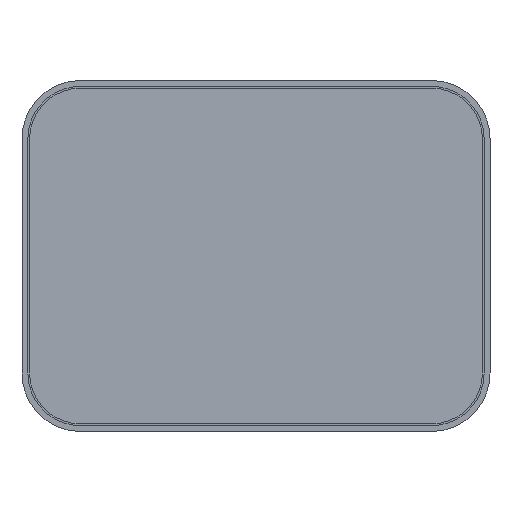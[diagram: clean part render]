
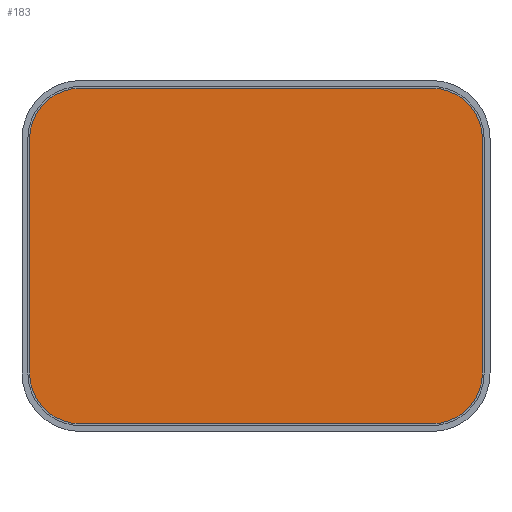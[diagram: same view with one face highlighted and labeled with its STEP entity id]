
A CAD part, front view. The second image highlights one B-rep face of the part: STEP entity #183.
In plain terms, the highlighted planar face has unit normal (0, -1, 0).
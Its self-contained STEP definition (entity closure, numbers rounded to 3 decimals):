
#183 = ADVANCED_FACE( '', ( #345 ), #346, .F. );
#345 = FACE_OUTER_BOUND( '', #501, .T. );
#346 = PLANE( '', #502 );
#501 = EDGE_LOOP( '', ( #812, #813, #814, #815, #816, #817, #818, #819 ) );
#502 = AXIS2_PLACEMENT_3D( '', #820, #821, #822 );
#812 = ORIENTED_EDGE( '', *, *, #1080, .F. );
#813 = ORIENTED_EDGE( '', *, *, #1057, .F. );
#814 = ORIENTED_EDGE( '', *, *, #1116, .F. );
#815 = ORIENTED_EDGE( '', *, *, #1117, .F. );
#816 = ORIENTED_EDGE( '', *, *, #1084, .F. );
#817 = ORIENTED_EDGE( '', *, *, #1118, .F. );
#818 = ORIENTED_EDGE( '', *, *, #1061, .F. );
#819 = ORIENTED_EDGE( '', *, *, #1049, .F. );
#820 = CARTESIAN_POINT( '', ( -1.5, -1.5, 2.5 ) );
#821 = DIRECTION( '', ( 0., 1., 0. ) );
#822 = DIRECTION( '', ( 0., 0., 1. ) );
#1049 = EDGE_CURVE( '', #1256, #1258, #1259, .T. );
#1057 = EDGE_CURVE( '', #1268, #1270, #1271, .T. );
#1061 = EDGE_CURVE( '', #1258, #1276, #1277, .T. );
#1080 = EDGE_CURVE( '', #1270, #1256, #1304, .T. );
#1084 = EDGE_CURVE( '', #1309, #1311, #1312, .T. );
#1116 = EDGE_CURVE( '', #1356, #1268, #1357, .T. );
#1117 = EDGE_CURVE( '', #1311, #1356, #1358, .T. );
#1118 = EDGE_CURVE( '', #1276, #1309, #1359, .T. );
#1256 = VERTEX_POINT( '', #1532 );
#1258 = VERTEX_POINT( '', #1535 );
#1259 = LINE( '', #1536, #1537 );
#1268 = VERTEX_POINT( '', #1550 );
#1270 = VERTEX_POINT( '', #1553 );
#1271 = LINE( '', #1554, #1555 );
#1276 = VERTEX_POINT( '', #1561 );
#1277 = CIRCLE( '', #1562, 0.435 );
#1304 = CIRCLE( '', #1599, 0.435 );
#1309 = VERTEX_POINT( '', #1604 );
#1311 = VERTEX_POINT( '', #1607 );
#1312 = CIRCLE( '', #1608, 0.435 );
#1356 = VERTEX_POINT( '', #1667 );
#1357 = CIRCLE( '', #1668, 0.435 );
#1358 = LINE( '', #1669, #1670 );
#1359 = LINE( '', #1671, #1672 );
#1532 = CARTESIAN_POINT( '', ( -1.5, -1.5, 2.935 ) );
#1535 = CARTESIAN_POINT( '', ( 1.5, -1.5, 2.935 ) );
#1536 = CARTESIAN_POINT( '', ( -1.5, -1.5, 2.935 ) );
#1537 = VECTOR( '', #1817, 1000. );
#1550 = CARTESIAN_POINT( '', ( -1.935, -1.5, 0.5 ) );
#1553 = CARTESIAN_POINT( '', ( -1.935, -1.5, 2.5 ) );
#1554 = CARTESIAN_POINT( '', ( -1.935, -1.5, 0.5 ) );
#1555 = VECTOR( '', #1823, 1000. );
#1561 = CARTESIAN_POINT( '', ( 1.935, -1.5, 2.5 ) );
#1562 = AXIS2_PLACEMENT_3D( '', #1828, #1829, #1830 );
#1599 = AXIS2_PLACEMENT_3D( '', #1850, #1851, #1852 );
#1604 = CARTESIAN_POINT( '', ( 1.935, -1.5, 0.5 ) );
#1607 = CARTESIAN_POINT( '', ( 1.5, -1.5, 0.065 ) );
#1608 = AXIS2_PLACEMENT_3D( '', #1857, #1858, #1859 );
#1667 = CARTESIAN_POINT( '', ( -1.5, -1.5, 0.065 ) );
#1668 = AXIS2_PLACEMENT_3D( '', #1899, #1900, #1901 );
#1669 = CARTESIAN_POINT( '', ( 1.5, -1.5, 0.065 ) );
#1670 = VECTOR( '', #1902, 1000. );
#1671 = CARTESIAN_POINT( '', ( 1.935, -1.5, 2.5 ) );
#1672 = VECTOR( '', #1903, 1000. );
#1817 = DIRECTION( '', ( 1., 0., 0. ) );
#1823 = DIRECTION( '', ( 0., 0., 1. ) );
#1828 = CARTESIAN_POINT( '', ( 1.5, -1.5, 2.5 ) );
#1829 = DIRECTION( '', ( 0., 1., 0. ) );
#1830 = DIRECTION( '', ( -1., 0., 0. ) );
#1850 = CARTESIAN_POINT( '', ( -1.5, -1.5, 2.5 ) );
#1851 = DIRECTION( '', ( 0., 1., 0. ) );
#1852 = DIRECTION( '', ( 1., 0., 0. ) );
#1857 = CARTESIAN_POINT( '', ( 1.5, -1.5, 0.5 ) );
#1858 = DIRECTION( '', ( 0., 1., 0. ) );
#1859 = DIRECTION( '', ( 1., 0., 0. ) );
#1899 = CARTESIAN_POINT( '', ( -1.5, -1.5, 0.5 ) );
#1900 = DIRECTION( '', ( 0., 1., 0. ) );
#1901 = DIRECTION( '', ( 1., 0., 0. ) );
#1902 = DIRECTION( '', ( -1., 0., 0. ) );
#1903 = DIRECTION( '', ( 0., 0., -1. ) );
